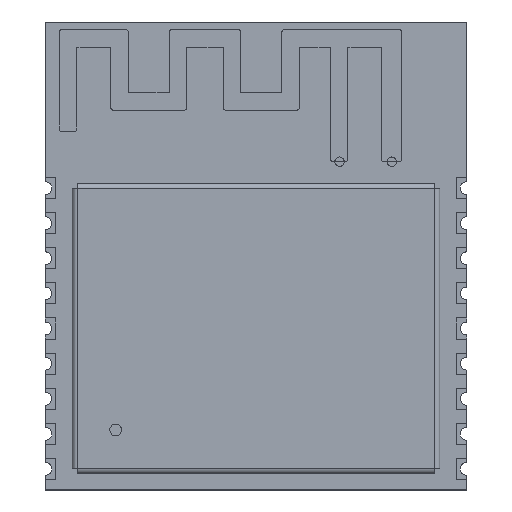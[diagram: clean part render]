
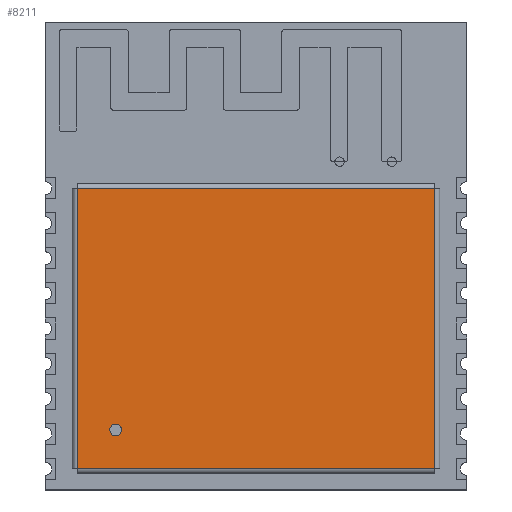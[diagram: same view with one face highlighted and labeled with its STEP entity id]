
A CAD part, top view. The second image highlights one B-rep face of the part: STEP entity #8211.
In plain terms, the highlighted planar face has unit normal (0, 0, 1).
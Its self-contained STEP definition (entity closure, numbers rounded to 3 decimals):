
#1927 = DIRECTION ( 'NONE',  ( 0., 0., 1. ) ) ;
#3035 = CARTESIAN_POINT ( 'NONE',  ( -7.65, -6.185, 2.4 ) ) ;
#3678 = DIRECTION ( 'NONE',  ( 0., -1., 0. ) ) ;
#3796 = CARTESIAN_POINT ( 'NONE',  ( -7.65, 5.985, 2.4 ) ) ;
#4097 = AXIS2_PLACEMENT_3D ( 'NONE', #4874, #1927, #25684 ) ;
#4874 = CARTESIAN_POINT ( 'NONE',  ( -6., -4.335, 2.4 ) ) ;
#8211 = ADVANCED_FACE ( 'NONE', ( #20446, #49854 ), #34878, .T. ) ;
#8565 = DIRECTION ( 'NONE',  ( 0., 0., 1. ) ) ;
#9772 = DIRECTION ( 'NONE',  ( 1., 0., 0. ) ) ;
#10399 = CARTESIAN_POINT ( 'NONE',  ( 7.65, 5.985, 2.4 ) ) ;
#11230 = CARTESIAN_POINT ( 'NONE',  ( 7.65, 6.185, 2.4 ) ) ;
#14079 = CARTESIAN_POINT ( 'NONE',  ( 7.85, -5.985, 2.4 ) ) ;
#15369 = LINE ( 'NONE', #59838, #48839 ) ;
#15547 = DIRECTION ( 'NONE',  ( 0., 0., 1. ) ) ;
#15972 = VERTEX_POINT ( 'NONE', #20352 ) ;
#16296 = DIRECTION ( 'NONE',  ( -1., 0., 0. ) ) ;
#18556 = VECTOR ( 'NONE', #3678, 1000. ) ;
#18684 = LINE ( 'NONE', #14079, #64397 ) ;
#19588 = CARTESIAN_POINT ( 'NONE',  ( -6., -4.335, 2.4 ) ) ;
#20142 = CARTESIAN_POINT ( 'NONE',  ( -6.25, -4.335, 2.4 ) ) ;
#20352 = CARTESIAN_POINT ( 'NONE',  ( -7.65, -5.985, 2.4 ) ) ;
#20446 = FACE_BOUND ( 'NONE', #52496, .T. ) ;
#21287 = DIRECTION ( 'NONE',  ( 0., 1., 0. ) ) ;
#22496 = ORIENTED_EDGE ( 'NONE', *, *, #36340, .F. ) ;
#24717 = CARTESIAN_POINT ( 'NONE',  ( 0., 0., 2.4 ) ) ;
#25684 = DIRECTION ( 'NONE',  ( 1., 0., 0. ) ) ;
#27097 = EDGE_LOOP ( 'NONE', ( #37429, #43278, #52002, #58130 ) ) ;
#27298 = VERTEX_POINT ( 'NONE', #10399 ) ;
#28269 = CARTESIAN_POINT ( 'NONE',  ( 7.65, -5.985, 2.4 ) ) ;
#30146 = VERTEX_POINT ( 'NONE', #28269 ) ;
#33056 = DIRECTION ( 'NONE',  ( 1., 0., 0. ) ) ;
#34878 = PLANE ( 'NONE',  #54704 ) ;
#34900 = VERTEX_POINT ( 'NONE', #55835 ) ;
#35224 = CIRCLE ( 'NONE', #64377, 0.25 ) ;
#36340 = EDGE_CURVE ( 'NONE', #39729, #34900, #35224, .T. ) ;
#37429 = ORIENTED_EDGE ( 'NONE', *, *, #46592, .T. ) ;
#37476 = EDGE_CURVE ( 'NONE', #27298, #39856, #15369, .T. ) ;
#37893 = LINE ( 'NONE', #3035, #18556 ) ;
#39729 = VERTEX_POINT ( 'NONE', #20142 ) ;
#39856 = VERTEX_POINT ( 'NONE', #3796 ) ;
#40234 = LINE ( 'NONE', #11230, #60416 ) ;
#43278 = ORIENTED_EDGE ( 'NONE', *, *, #60874, .T. ) ;
#46592 = EDGE_CURVE ( 'NONE', #15972, #30146, #18684, .T. ) ;
#46738 = CIRCLE ( 'NONE', #4097, 0.25 ) ;
#48327 = DIRECTION ( 'NONE',  ( 1., 0., 0. ) ) ;
#48487 = EDGE_CURVE ( 'NONE', #39856, #15972, #37893, .T. ) ;
#48839 = VECTOR ( 'NONE', #16296, 1000. ) ;
#49854 = FACE_OUTER_BOUND ( 'NONE', #27097, .T. ) ;
#52002 = ORIENTED_EDGE ( 'NONE', *, *, #37476, .T. ) ;
#52496 = EDGE_LOOP ( 'NONE', ( #57585, #22496 ) ) ;
#54704 = AXIS2_PLACEMENT_3D ( 'NONE', #24717, #15547, #9772 ) ;
#55835 = CARTESIAN_POINT ( 'NONE',  ( -5.75, -4.335, 2.4 ) ) ;
#57585 = ORIENTED_EDGE ( 'NONE', *, *, #60545, .F. ) ;
#58130 = ORIENTED_EDGE ( 'NONE', *, *, #48487, .T. ) ;
#59838 = CARTESIAN_POINT ( 'NONE',  ( -7.85, 5.985, 2.4 ) ) ;
#60416 = VECTOR ( 'NONE', #21287, 1000. ) ;
#60545 = EDGE_CURVE ( 'NONE', #34900, #39729, #46738, .T. ) ;
#60874 = EDGE_CURVE ( 'NONE', #30146, #27298, #40234, .T. ) ;
#64377 = AXIS2_PLACEMENT_3D ( 'NONE', #19588, #8565, #48327 ) ;
#64397 = VECTOR ( 'NONE', #33056, 1000. ) ;
